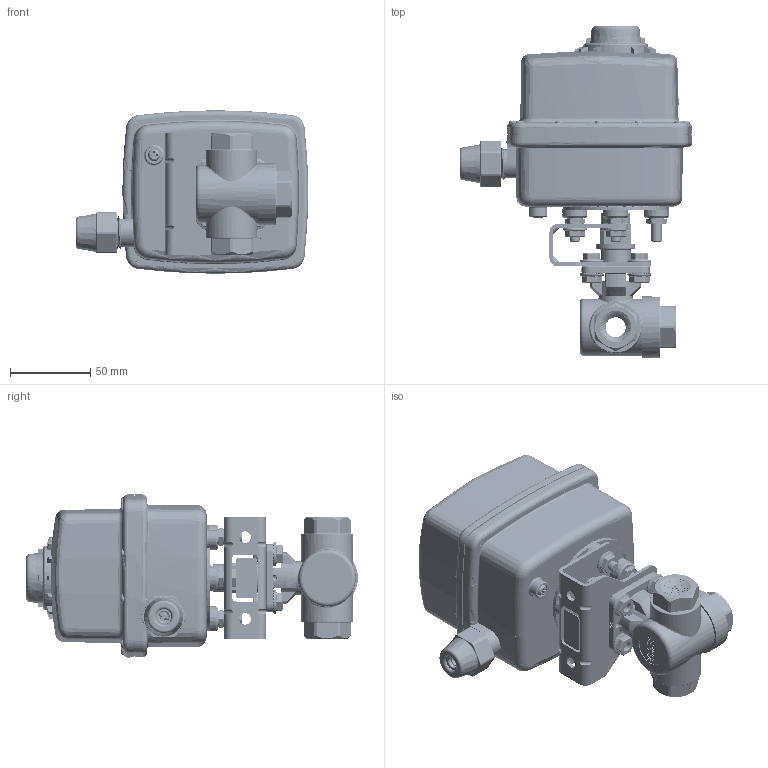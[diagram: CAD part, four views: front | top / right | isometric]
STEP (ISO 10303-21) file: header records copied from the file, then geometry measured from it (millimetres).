
FILE_DESCRIPTION (( 'STEP AP203' ), '1' );
FILE_NAME ('73D23-10D20-P31.STEP', '2020-08-24T14:03:35', ( '' ), ( '' ), 'SwSTEP 2.0', 'SolidWorks 2019', '' );
FILE_SCHEMA (( 'CONFIG_CONTROL_DESIGN' ));
Length unit declared in the file: inch
Products named in the file (30): eh-502; 200-0013_CAP_2; 200-0013_BODY; 73D23; 450-0002; 208-0043; 100401; eh3-114; 498-3012; 402-0006; 398-0331; 500-0004; 299-0023_Ball Orientation; 200-0013_CAP_1; eh3-1003-n; eh3-115y_EH3-115Y; 405-0024; 200-0013_Ball Orientation; 10D20-P31; eh3-135; eh-157; eh3-1001-n; ehpt-1103; EH-271; 101-0002; 105-0045; 73D23-10D20-P31; 200-0013_STEM; 100-0011; qx-222
Assembly tree (55 placements, depth 5):
  73D23-10D20-P31
    10D20-P31
      498-3012
        eh3-1003-n
        eh3-1001-n
        eh3-114
        eh-157
        ehpt-1103  x14
        eh-502
      100401
        450-0002
      eh3-115y_EH3-115Y
      398-0331
        405-0024
        402-0006
        EH-271
      eh3-135  x4
    73D23
      299-0023_Ball Orientation
        200-0013_Ball Orientation
          200-0013_BODY
          200-0013_STEM
          200-0013_CAP_1  x2
          200-0013_CAP_2
      105-0045
      100-0011  x4
      101-0002  x4
      208-0043
      500-0004
    qx-222  x3
    eh-502
Bounding box: 144.43 x 206.5 x 101.6 mm (x, y, z)
Volume: 324493.7 mm3; surface area: 219409.6 mm2
Topology: 45 solids, 51 shells, 6980 faces, 18024 edges, 11098 vertices
Faces by surface type: cylinder 1990, plane 1980, bspline 1610, torus 762, cone 539, sphere 99
Entity records: 228598 total; most frequent: CARTESIAN_POINT 145632, ORIENTED_EDGE 17840, DIRECTION 15247, EDGE_CURVE 8922, AXIS2_PLACEMENT_3D 6136, VERTEX_POINT 5598, EDGE_LOOP 3736, FACE_OUTER_BOUND 3485
